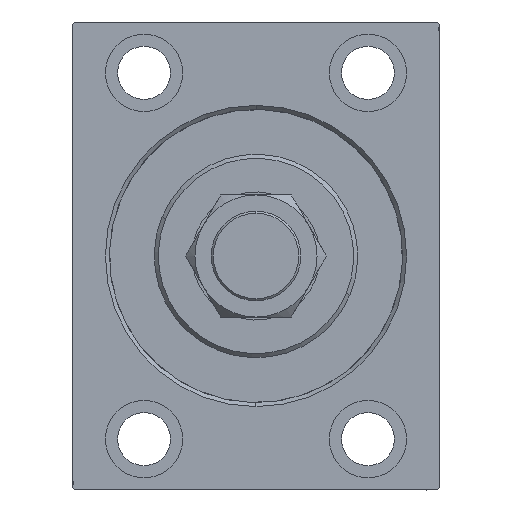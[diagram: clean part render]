
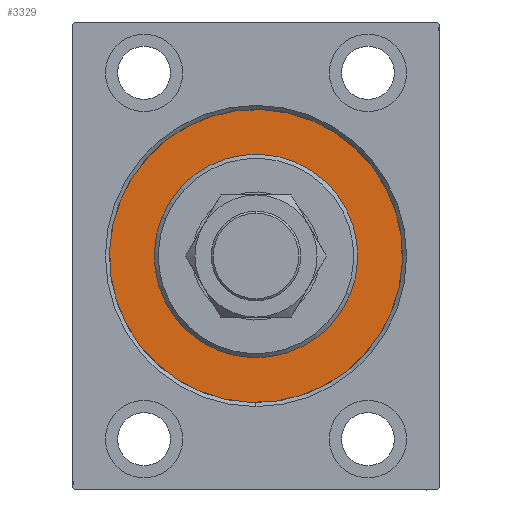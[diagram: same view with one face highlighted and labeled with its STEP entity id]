
A CAD part, left-side view. The second image highlights one B-rep face of the part: STEP entity #3329.
In plain terms, the highlighted face is planar.
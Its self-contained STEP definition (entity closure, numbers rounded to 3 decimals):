
#1446 = VERTEX_POINT ( 'NONE', #27973 ) ;
#2052 = AXIS2_PLACEMENT_3D ( 'NONE', #23209, #45363, #5452 ) ;
#2772 = FACE_OUTER_BOUND ( 'NONE', #7009, .T. ) ;
#3013 = ORIENTED_EDGE ( 'NONE', *, *, #42986, .F. ) ;
#3056 = DIRECTION ( 'NONE',  ( 0., 0., 1. ) ) ;
#3329 = ADVANCED_FACE ( 'NONE', ( #10726, #2772 ), #17011, .F. ) ;
#4921 = AXIS2_PLACEMENT_3D ( 'NONE', #22355, #19705, #11845 ) ;
#5387 = EDGE_CURVE ( 'NONE', #38226, #1446, #42959, .T. ) ;
#5452 = DIRECTION ( 'NONE',  ( 0., 0., -1. ) ) ;
#5552 = EDGE_CURVE ( 'NONE', #18220, #42995, #25829, .T. ) ;
#6094 = CARTESIAN_POINT ( 'NONE',  ( 0., 0., 0. ) ) ;
#7009 = EDGE_LOOP ( 'NONE', ( #3013, #38678 ) ) ;
#9896 = EDGE_CURVE ( 'NONE', #42995, #18220, #22203, .T. ) ;
#10726 = FACE_BOUND ( 'NONE', #40279, .T. ) ;
#11845 = DIRECTION ( 'NONE',  ( 0., 0., 1. ) ) ;
#13402 = CIRCLE ( 'NONE', #38030, 36. ) ;
#17011 = PLANE ( 'NONE',  #20520 ) ;
#17913 = CARTESIAN_POINT ( 'NONE',  ( 0., 0., 36. ) ) ;
#18220 = VERTEX_POINT ( 'NONE', #31421 ) ;
#19705 = DIRECTION ( 'NONE',  ( -1., 0., 0. ) ) ;
#20152 = ORIENTED_EDGE ( 'NONE', *, *, #9896, .F. ) ;
#20520 = AXIS2_PLACEMENT_3D ( 'NONE', #21223, #42457, #27989 ) ;
#21090 = DIRECTION ( 'NONE',  ( 0., 0., -1. ) ) ;
#21223 = CARTESIAN_POINT ( 'NONE',  ( 0., 0., 0. ) ) ;
#22203 = CIRCLE ( 'NONE', #2052, 25. ) ;
#22355 = CARTESIAN_POINT ( 'NONE',  ( 0., 0., 0. ) ) ;
#23209 = CARTESIAN_POINT ( 'NONE',  ( 0., 0., 0. ) ) ;
#24536 = CARTESIAN_POINT ( 'NONE',  ( 0., 0., 25. ) ) ;
#24589 = CARTESIAN_POINT ( 'NONE',  ( 0., 0., 0. ) ) ;
#25829 = CIRCLE ( 'NONE', #34018, 25. ) ;
#27973 = CARTESIAN_POINT ( 'NONE',  ( 0., 0., -36. ) ) ;
#27989 = DIRECTION ( 'NONE',  ( 0., 0., 1. ) ) ;
#31421 = CARTESIAN_POINT ( 'NONE',  ( 0., 0., -25. ) ) ;
#34018 = AXIS2_PLACEMENT_3D ( 'NONE', #24589, #43025, #21090 ) ;
#35044 = DIRECTION ( 'NONE',  ( -1., 0., 0. ) ) ;
#38030 = AXIS2_PLACEMENT_3D ( 'NONE', #6094, #35044, #3056 ) ;
#38226 = VERTEX_POINT ( 'NONE', #17913 ) ;
#38678 = ORIENTED_EDGE ( 'NONE', *, *, #5387, .F. ) ;
#40279 = EDGE_LOOP ( 'NONE', ( #20152, #42633 ) ) ;
#42457 = DIRECTION ( 'NONE',  ( -1., 0., 0. ) ) ;
#42633 = ORIENTED_EDGE ( 'NONE', *, *, #5552, .F. ) ;
#42959 = CIRCLE ( 'NONE', #4921, 36. ) ;
#42986 = EDGE_CURVE ( 'NONE', #1446, #38226, #13402, .T. ) ;
#42995 = VERTEX_POINT ( 'NONE', #24536 ) ;
#43025 = DIRECTION ( 'NONE',  ( 1., 0., 0. ) ) ;
#45363 = DIRECTION ( 'NONE',  ( 1., 0., 0. ) ) ;
